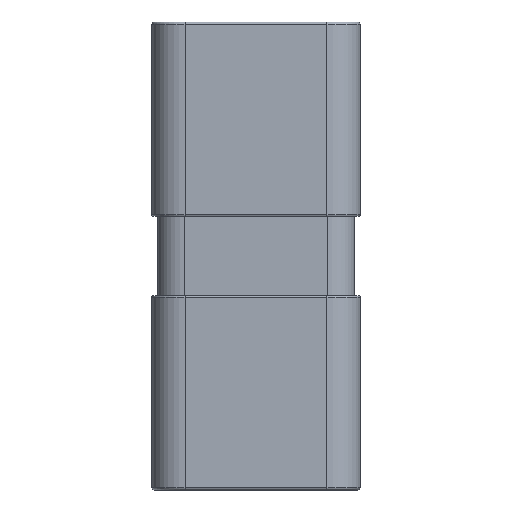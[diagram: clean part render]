
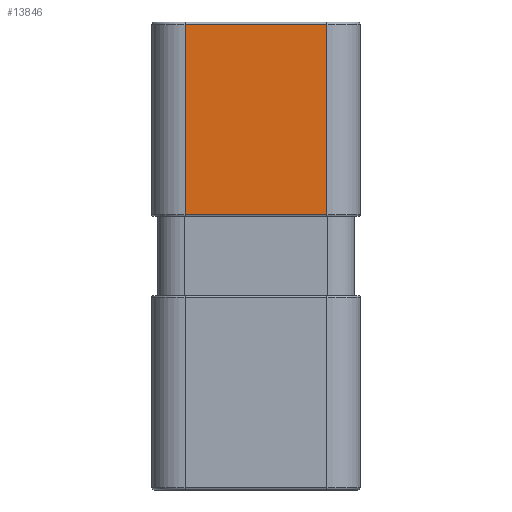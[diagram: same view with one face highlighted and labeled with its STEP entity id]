
A CAD part, left-side view. The second image highlights one B-rep face of the part: STEP entity #13846.
In plain terms, the highlighted planar face has unit normal (-1, 0, 0).
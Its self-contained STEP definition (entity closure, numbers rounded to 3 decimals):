
#185=DIRECTION('',(0.,-1.,0.));
#186=VECTOR('',#185,10.7);
#187=CARTESIAN_POINT('',(-8.95,5.35,17.45));
#188=LINE('',#187,#186);
#189=DIRECTION('',(0.,0.,-1.));
#190=VECTOR('',#189,14.35);
#191=CARTESIAN_POINT('',(-8.95,-5.35,17.45));
#192=LINE('',#191,#190);
#193=DIRECTION('',(0.,-1.,0.));
#194=VECTOR('',#193,10.7);
#195=CARTESIAN_POINT('',(-8.95,5.35,3.1));
#196=LINE('',#195,#194);
#197=DIRECTION('',(0.,0.,1.));
#198=VECTOR('',#197,14.35);
#199=CARTESIAN_POINT('',(-8.95,5.35,3.1));
#200=LINE('',#199,#198);
#12706=CARTESIAN_POINT('',(-8.95,5.35,3.1));
#12707=VERTEX_POINT('',#12706);
#12710=CARTESIAN_POINT('',(-8.95,-5.35,3.1));
#12711=VERTEX_POINT('',#12710);
#13074=CARTESIAN_POINT('',(-8.95,-5.35,17.45));
#13076=VERTEX_POINT('',#13074);
#13100=CARTESIAN_POINT('',(-8.95,5.35,17.45));
#13101=VERTEX_POINT('',#13100);
#13832=CARTESIAN_POINT('',(-8.95,7.85,0.));
#13833=DIRECTION('',(-1.,0.,0.));
#13834=DIRECTION('',(0.,-1.,0.));
#13835=AXIS2_PLACEMENT_3D('',#13832,#13833,#13834);
#13836=PLANE('',#13835);
#13837=ORIENTED_EDGE('',*,*,#13826,.T.);
#13839=ORIENTED_EDGE('',*,*,#13838,.T.);
#13841=ORIENTED_EDGE('',*,*,#13840,.F.);
#13843=ORIENTED_EDGE('',*,*,#13842,.T.);
#13844=EDGE_LOOP('',(#13837,#13839,#13841,#13843));
#13845=FACE_OUTER_BOUND('',#13844,.F.);
#13846=ADVANCED_FACE('',(#13845),#13836,.T.);
#13826=EDGE_CURVE('',#13101,#13076,#188,.T.);
#13838=EDGE_CURVE('',#13076,#12711,#192,.T.);
#13840=EDGE_CURVE('',#12707,#12711,#196,.T.);
#13842=EDGE_CURVE('',#12707,#13101,#200,.T.);
